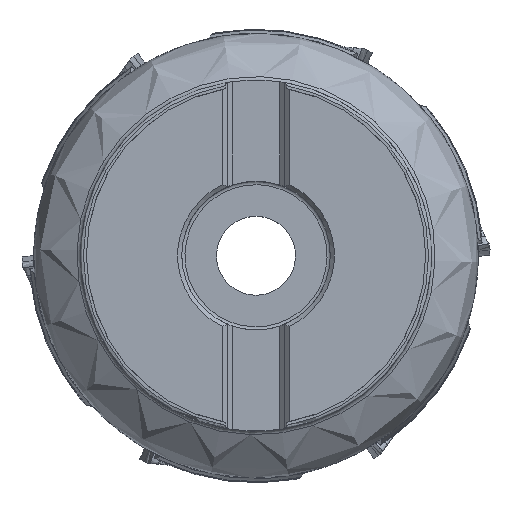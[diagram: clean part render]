
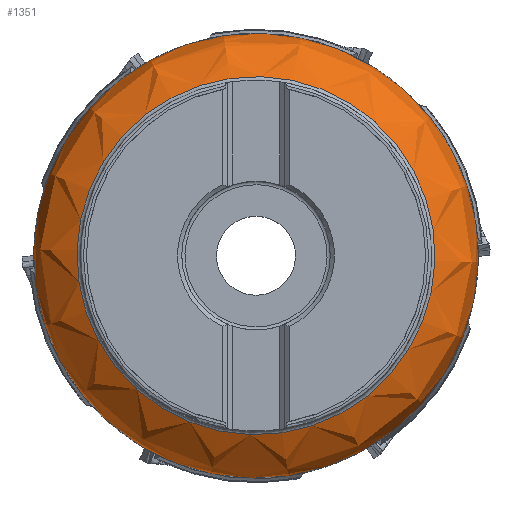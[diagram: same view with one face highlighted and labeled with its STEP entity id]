
A CAD part, top view. The second image highlights one B-rep face of the part: STEP entity #1351.
In plain terms, the highlighted face is a revolution surface.
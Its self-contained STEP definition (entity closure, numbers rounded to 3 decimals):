
#244=SURFACE_OF_REVOLUTION('',#2803,#245);
#245=AXIS1_PLACEMENT('',#12049,#8867);
#297=FACE_BOUND('',#2227,.T.);
#298=FACE_BOUND('',#2228,.T.);
#1351=ADVANCED_FACE('CN_SU3',(#297,#298),#244,.T.);
#2227=EDGE_LOOP('',(#3586));
#2228=EDGE_LOOP('',(#3587));
#2803=B_SPLINE_CURVE_WITH_KNOTS('',3,(#12045,#12046,#12047,#12048),
 .UNSPECIFIED.,.F.,.F.,(4,4),(0.,1.),.UNSPECIFIED.);
#3088=CIRCLE('',#7734,38.);
#3139=CIRCLE('',#7862,30.615);
#3586=ORIENTED_EDGE('',*,*,#6292,.F.);
#3587=ORIENTED_EDGE('',*,*,#6474,.T.);
#5549=VERTEX_POINT('',#11012);
#5685=VERTEX_POINT('',#12043);
#6292=EDGE_CURVE('',#5549,#5549,#3088,.T.);
#6474=EDGE_CURVE('',#5685,#5685,#3139,.T.);
#7734=AXIS2_PLACEMENT_3D('',#11011,#8598,#8599);
#7862=AXIS2_PLACEMENT_3D('',#12042,#8863,#8864);
#8598=DIRECTION('',(0.,0.,-1.));
#8599=DIRECTION('',(-0.145,0.989,0.));
#8863=DIRECTION('',(0.,0.,-1.));
#8864=DIRECTION('',(-0.145,0.989,0.));
#8867=DIRECTION('',(0.,0.,-1.));
#11011=CARTESIAN_POINT('',(0.,0.,
-26.));
#11012=CARTESIAN_POINT('',(-5.513,37.598,-26.));
#12042=CARTESIAN_POINT('',(0.,0.,
-16.923));
#12043=CARTESIAN_POINT('',(-4.442,30.291,-16.923));
#12045=CARTESIAN_POINT('',(-30.615,0.,-16.923));
#12046=CARTESIAN_POINT('',(-36.698,0.,-19.458));
#12047=CARTESIAN_POINT('',(-38.,0.,-21.853));
#12048=CARTESIAN_POINT('',(-38.,0.,-26.));
#12049=CARTESIAN_POINT('',(0.,0.,
14.891));
